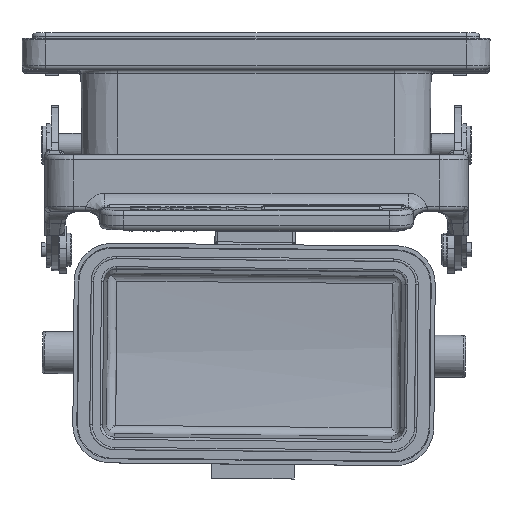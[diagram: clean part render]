
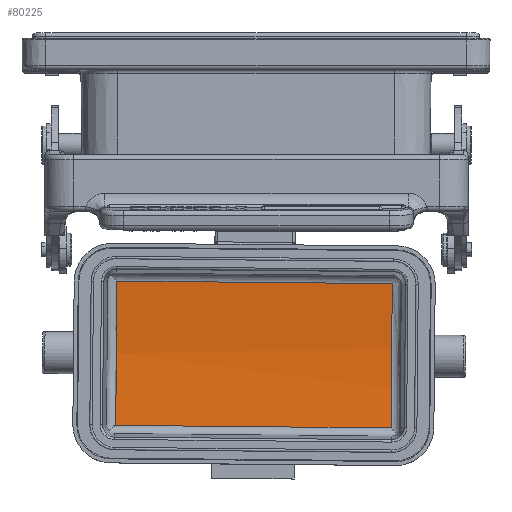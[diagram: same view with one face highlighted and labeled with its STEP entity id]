
A CAD part, top view. The second image highlights one B-rep face of the part: STEP entity #80225.
In plain terms, the highlighted cylindrical face has radius 117.832 mm (diameter 235.663 mm), a partial arc.
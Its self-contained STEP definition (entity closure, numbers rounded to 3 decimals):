
#27123=CARTESIAN_POINT('',(28.295,-55.934,
-46.12));
#27163=CARTESIAN_POINT('',(-29.409,-55.397,
-46.125));
#27164=CARTESIAN_POINT('',(-29.375,-53.727,
-46.341));
#27165=CARTESIAN_POINT('',(-29.312,-50.379,
-46.701));
#27166=CARTESIAN_POINT('',(-29.237,-45.338,
-47.026));
#27167=CARTESIAN_POINT('',(-29.2,-41.972,
-47.098));
#27168=CARTESIAN_POINT('',(-29.184,-40.288,
-47.098));
#27170=CARTESIAN_POINT('',(-29.184,-40.288,
-47.098));
#27171=CARTESIAN_POINT('',(-29.168,-38.605,
-47.098));
#27172=CARTESIAN_POINT('',(-29.143,-35.238,
-47.026));
#27173=CARTESIAN_POINT('',(-29.124,-30.197,
-46.701));
#27174=CARTESIAN_POINT('',(-29.124,-26.848,
-46.341));
#27175=CARTESIAN_POINT('',(-29.127,-25.179,
-46.125));
#27177=DIRECTION('',(1.,-0.009,0.));
#27178=VECTOR('',#27177,57.707);
#27179=CARTESIAN_POINT('',(-29.127,-25.179,
-46.125));
#27180=LINE('',#27179,#27178);
#27181=CARTESIAN_POINT('',(28.577,-25.716,
-46.12));
#27182=CARTESIAN_POINT('',(28.509,-29.055,
-46.552));
#27183=CARTESIAN_POINT('',(28.396,-35.77,
-47.129));
#27184=CARTESIAN_POINT('',(28.302,-45.879,
-47.129));
#27185=CARTESIAN_POINT('',(28.289,-52.595,
-46.552));
#27186=CARTESIAN_POINT('',(28.295,-55.934,
-46.12));
#27188=DIRECTION('',(-1.,0.009,0.));
#27189=VECTOR('',#27188,57.707);
#27190=CARTESIAN_POINT('',(28.295,-55.934,
-46.12));
#27191=LINE('',#27190,#27189);
#33262=VERTEX_POINT('',#27123);
#33263=VERTEX_POINT('',#27181);
#33269=CARTESIAN_POINT('',(-29.409,-55.397,
-46.125));
#33270=VERTEX_POINT('',#33269);
#33272=VERTEX_POINT('',#27170);
#33273=VERTEX_POINT('',#27175);
#80210=CARTESIAN_POINT('',(40.373,-40.936,
70.739));
#80211=DIRECTION('',(1.,-0.009,0.));
#80212=DIRECTION('',(0.,0.,-1.));
#80213=AXIS2_PLACEMENT_3D('',#80210,#80211,#80212);
#80214=CYLINDRICAL_SURFACE('',#80213,117.832);
#80216=ORIENTED_EDGE('',*,*,#80215,.T.);
#80218=ORIENTED_EDGE('',*,*,#80217,.T.);
#80220=ORIENTED_EDGE('',*,*,#80219,.T.);
#80221=ORIENTED_EDGE('',*,*,#80127,.T.);
#80222=ORIENTED_EDGE('',*,*,#80191,.T.);
#80223=EDGE_LOOP('',(#80216,#80218,#80220,#80221,#80222));
#80224=FACE_OUTER_BOUND('',#80223,.F.);
#80225=ADVANCED_FACE('',(#80224),#80214,.F.);
#27169=B_SPLINE_CURVE_WITH_KNOTS('',3,(#27163,#27164,#27165,#27166,#27167,
#27168),.UNSPECIFIED.,.F.,.F.,(4,1,1,4),(0.,0.333,
0.667,1.),.UNSPECIFIED.);
#27176=B_SPLINE_CURVE_WITH_KNOTS('',3,(#27170,#27171,#27172,#27173,#27174,
#27175),.UNSPECIFIED.,.F.,.F.,(4,1,1,4),(0.,0.333,
0.667,1.),.UNSPECIFIED.);
#27187=B_SPLINE_CURVE_WITH_KNOTS('',3,(#27181,#27182,#27183,#27184,#27185,
#27186),.UNSPECIFIED.,.F.,.F.,(4,1,1,4),(0.,0.333,
0.667,1.),.UNSPECIFIED.);
#80127=EDGE_CURVE('',#33263,#33262,#27187,.T.);
#80191=EDGE_CURVE('',#33262,#33270,#27191,.T.);
#80215=EDGE_CURVE('',#33270,#33272,#27169,.T.);
#80217=EDGE_CURVE('',#33272,#33273,#27176,.T.);
#80219=EDGE_CURVE('',#33273,#33263,#27180,.T.);
